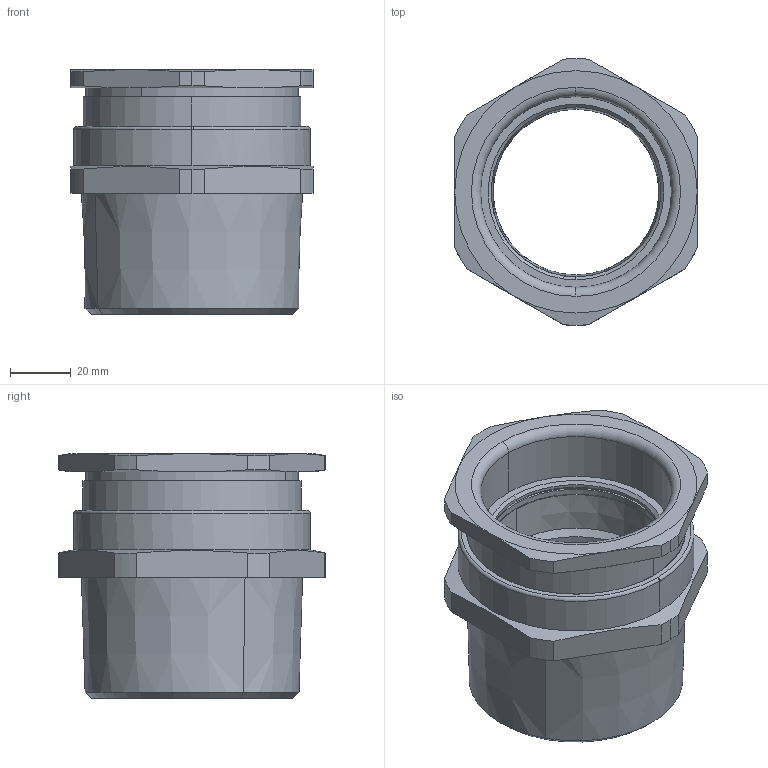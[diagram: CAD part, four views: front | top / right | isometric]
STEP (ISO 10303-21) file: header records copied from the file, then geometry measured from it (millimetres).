
FILE_DESCRIPTION(('CATIA V5 STEP Exchange','CAx-IF Rec.Pracs.--- Model Styling and Organization---1.4--- 2014-01-23'),'2;1');
FILE_NAME ('170578-2_0_1185490000_1185490000.stp','2022-11-30T05:56:22+00:00',('none'),('Weidmueller'),'CATIA Version 5-6 Release 2016 SP3 HF44','CATIA V5 STEP AP214','none');
FILE_SCHEMA(('AUTOMOTIVE_DESIGN { 1 0 10303 214 1 1 1 1 }'));
Length unit declared in the file: millimetre
Products named in the file (1): A2L/63/NPT2-1/2-WM
Bounding box: 80 x 88 x 80.75 mm (x, y, z)
Volume: 142986.6 mm3; surface area: 53107.5 mm2
Topology: 2 solids, 2 shells, 109 faces, 282 edges, 184 vertices
Faces by surface type: cone 42, cylinder 36, plane 23, torus 8
Entity records: 3402 total; most frequent: CARTESIAN_POINT 882, ORIENTED_EDGE 564, DIRECTION 402, EDGE_CURVE 282, AXIS2_PLACEMENT_3D 222, VERTEX_POINT 184, CIRCLE 136, EDGE_LOOP 120
